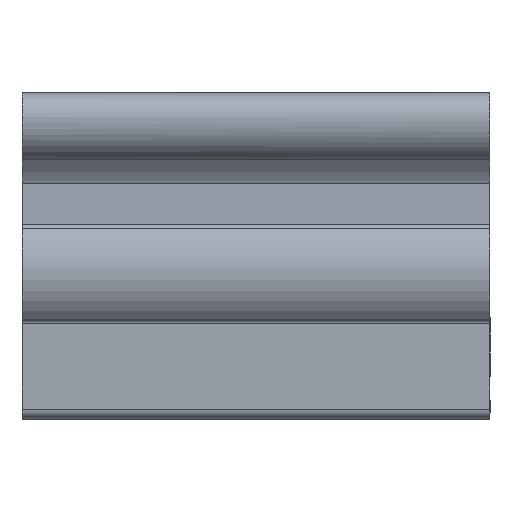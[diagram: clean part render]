
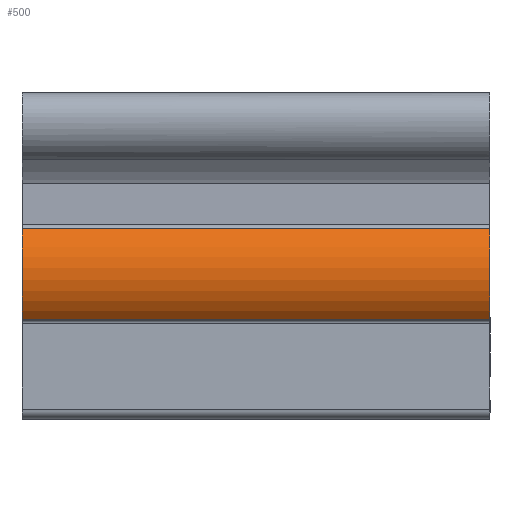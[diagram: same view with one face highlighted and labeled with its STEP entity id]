
A CAD part, left-side view. The second image highlights one B-rep face of the part: STEP entity #500.
In plain terms, the highlighted cylindrical face has radius 4.188 mm (diameter 8.376 mm), a partial arc.
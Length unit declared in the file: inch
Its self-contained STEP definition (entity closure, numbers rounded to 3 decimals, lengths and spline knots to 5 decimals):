
#54 = ORIENTED_EDGE ( 'NONE', *, *, #1079, .T. ) ;
#119 = CIRCLE ( 'NONE', #694, 0.16489 ) ;
#186 = AXIS2_PLACEMENT_3D ( 'NONE', #425, #935, #1136 ) ;
#270 = EDGE_CURVE ( 'NONE', #1153, #1064, #877, .T. ) ;
#298 = CARTESIAN_POINT ( 'NONE',  ( -0.29625, -0.5905, -0.57284 ) ) ;
#414 = VECTOR ( 'NONE', #1197, 39.37008 ) ;
#425 = CARTESIAN_POINT ( 'NONE',  ( -0.17809, -0.5905, -0.45784 ) ) ;
#445 = AXIS2_PLACEMENT_3D ( 'NONE', #1186, #966, #1289 ) ;
#500 = ADVANCED_FACE ( 'NONE', ( #611 ), #543, .T. ) ;
#539 = ORIENTED_EDGE ( 'NONE', *, *, #680, .F. ) ;
#543 = CYLINDRICAL_SURFACE ( 'NONE', #445, 0.16489 ) ;
#562 = VECTOR ( 'NONE', #708, 39.37008 ) ;
#611 = FACE_OUTER_BOUND ( 'NONE', #626, .T. ) ;
#626 = EDGE_LOOP ( 'NONE', ( #1295, #54, #676, #539 ) ) ;
#654 = LINE ( 'NONE', #298, #562 ) ;
#659 = EDGE_CURVE ( 'NONE', #685, #956, #119, .T. ) ;
#676 = ORIENTED_EDGE ( 'NONE', *, *, #659, .F. ) ;
#680 = EDGE_CURVE ( 'NONE', #1064, #685, #654, .T. ) ;
#685 = VERTEX_POINT ( 'NONE', #915 ) ;
#694 = AXIS2_PLACEMENT_3D ( 'NONE', #717, #822, #1121 ) ;
#708 = DIRECTION ( 'NONE',  ( 0., 1., 0. ) ) ;
#717 = CARTESIAN_POINT ( 'NONE',  ( -0.17809, 0.5905, -0.45784 ) ) ;
#822 = DIRECTION ( 'NONE',  ( 0., 1., 0. ) ) ;
#874 = CARTESIAN_POINT ( 'NONE',  ( -0.29625, -0.5905, -0.34284 ) ) ;
#877 = CIRCLE ( 'NONE', #186, 0.16489 ) ;
#915 = CARTESIAN_POINT ( 'NONE',  ( -0.29625, 0.5905, -0.57284 ) ) ;
#935 = DIRECTION ( 'NONE',  ( 0., -1., 0. ) ) ;
#956 = VERTEX_POINT ( 'NONE', #1126 ) ;
#965 = CARTESIAN_POINT ( 'NONE',  ( -0.29625, -0.5905, -0.34284 ) ) ;
#966 = DIRECTION ( 'NONE',  ( 0., -1., 0. ) ) ;
#967 = LINE ( 'NONE', #965, #414 ) ;
#1064 = VERTEX_POINT ( 'NONE', #1281 ) ;
#1079 = EDGE_CURVE ( 'NONE', #1153, #956, #967, .T. ) ;
#1121 = DIRECTION ( 'NONE',  ( 0., 0., 1. ) ) ;
#1126 = CARTESIAN_POINT ( 'NONE',  ( -0.29625, 0.5905, -0.34284 ) ) ;
#1136 = DIRECTION ( 'NONE',  ( 0., 0., 1. ) ) ;
#1153 = VERTEX_POINT ( 'NONE', #874 ) ;
#1186 = CARTESIAN_POINT ( 'NONE',  ( -0.17809, 0.5905, -0.45784 ) ) ;
#1197 = DIRECTION ( 'NONE',  ( 0., 1., 0. ) ) ;
#1281 = CARTESIAN_POINT ( 'NONE',  ( -0.29625, -0.5905, -0.57284 ) ) ;
#1289 = DIRECTION ( 'NONE',  ( 0., 0., 1. ) ) ;
#1295 = ORIENTED_EDGE ( 'NONE', *, *, #270, .F. ) ;
